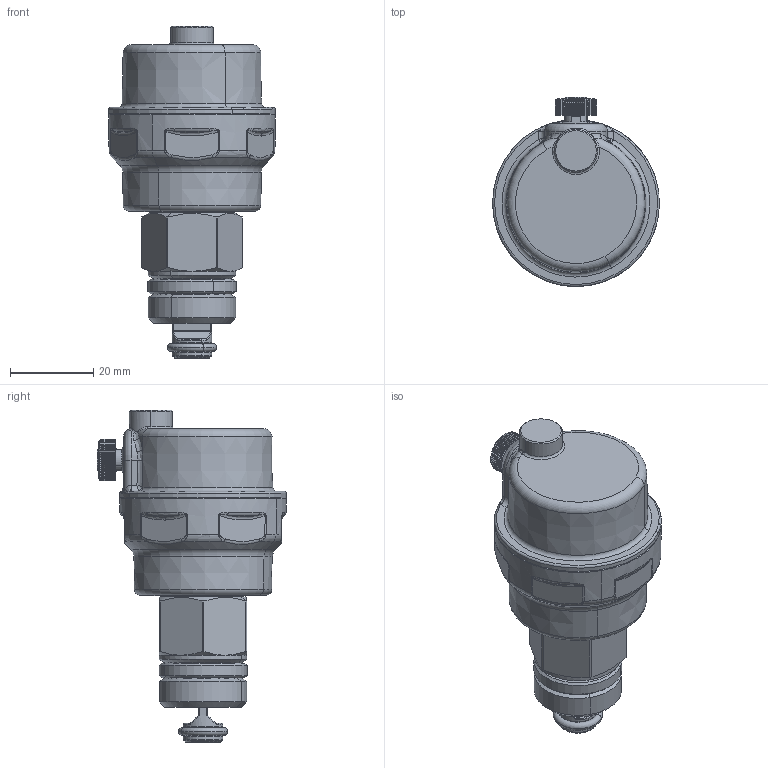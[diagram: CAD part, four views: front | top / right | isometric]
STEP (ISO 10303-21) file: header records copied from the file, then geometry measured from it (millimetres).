
FILE_DESCRIPTION(('CATIA V5 STEP Exchange'),'2;1');
FILE_NAME('STEP_502543_-_TST.stp','2018-08-02T11:32:17+00:00',('none'),('none'),'CATIA Version 5-6 Release 2016 SP4','CATIA V5 STEP AP203','none');
FILE_SCHEMA(('CONFIG_CONTROL_DESIGN'));
Length unit declared in the file: millimetre
Products named in the file (1): 502543 - TST
Bounding box: 39.99 x 45.29 x 79.56 mm (x, y, z)
Volume: 50331 mm3; surface area: 9845.1 mm2
Topology: 2 solids, 3 shells, 569 faces, 1496 edges, 944 vertices
Faces by surface type: plane 190, cylinder 183, bspline 93, torus 54, cone 49
Entity records: 21978 total; most frequent: CARTESIAN_POINT 9681, ORIENTED_EDGE 2988, DIRECTION 1747, EDGE_CURVE 1494, VERTEX_POINT 944, AXIS2_PLACEMENT_3D 857, EDGE_LOOP 586, ADVANCED_FACE 569
